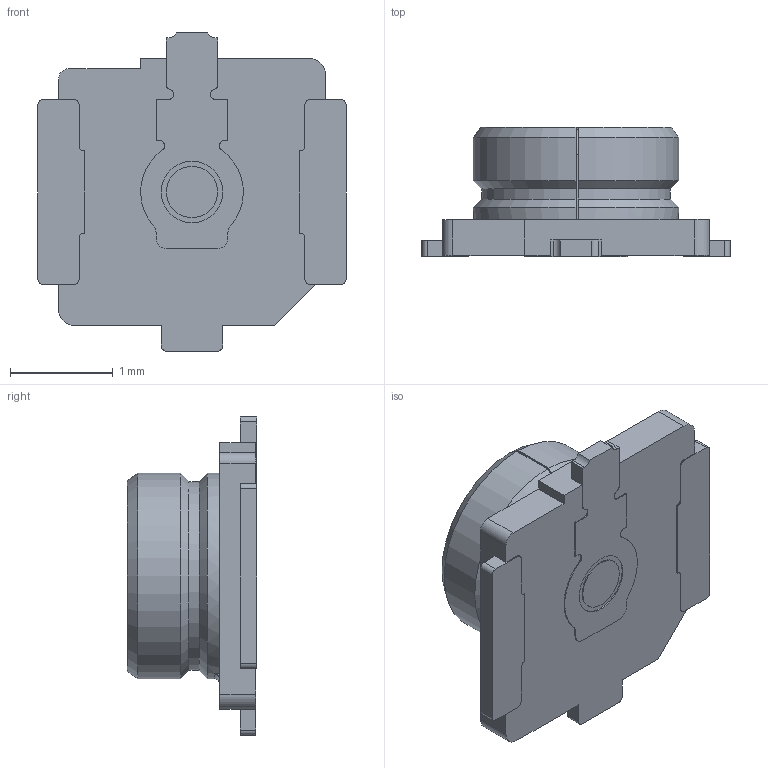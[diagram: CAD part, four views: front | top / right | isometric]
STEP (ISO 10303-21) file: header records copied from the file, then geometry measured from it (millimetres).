
FILE_DESCRIPTION (( 'STEP AP214' ), '1' );
FILE_NAME ('RECE.20279.001E.01_D02.STEP', '2022-11-02T02:53:52', ( '' ), ( '' ), 'SwSTEP 2.0', 'SolidWorks 2018', '' );
FILE_SCHEMA (( 'AUTOMOTIVE_DESIGN' ));
Length unit declared in the file: millimetre
Products named in the file (1): RECE.20279.001E.01_D02
Bounding box: 3 x 1.26 x 3.1 mm (x, y, z)
Volume: 3.3 mm3; surface area: 30.8 mm2
Topology: 1 solids, 1 shells, 114 faces, 317 edges, 209 vertices
Faces by surface type: plane 54, cylinder 49, cone 5, torus 4, sphere 2
Entity records: 4306 total; most frequent: CARTESIAN_POINT 748, ORIENTED_EDGE 630, DIRECTION 619, EDGE_CURVE 315, AXIS2_PLACEMENT_3D 216, VERTEX_POINT 209, VECTOR 187, LINE 187
